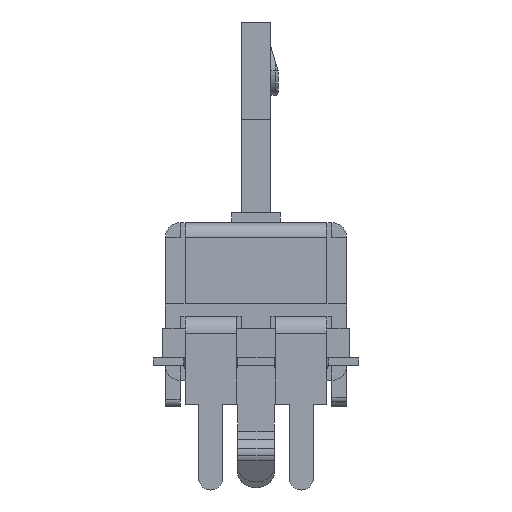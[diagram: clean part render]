
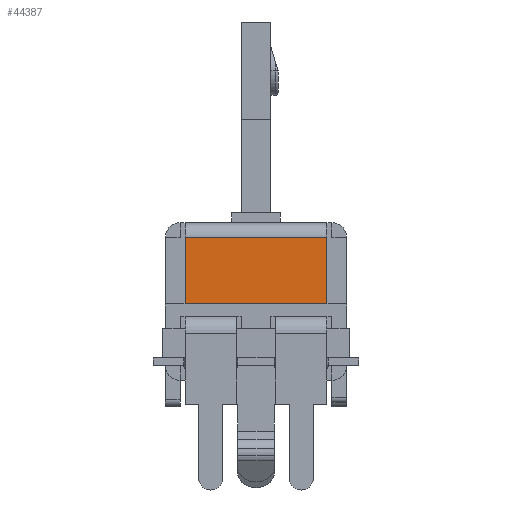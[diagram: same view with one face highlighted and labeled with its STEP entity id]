
A CAD part, left-side view. The second image highlights one B-rep face of the part: STEP entity #44387.
In plain terms, the highlighted planar face has unit normal (-1, 0, 0).
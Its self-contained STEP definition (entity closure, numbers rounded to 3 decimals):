
#23371 = PLANE('',#23372);
#23372 = AXIS2_PLACEMENT_3D('',#23373,#23374,#23375);
#23373 = CARTESIAN_POINT('',(-58.,-3.1,4.1));
#23374 = DIRECTION('',(0.,0.,1.));
#23375 = DIRECTION('',(0.,-1.,0.));
#23399 = PLANE('',#23400);
#23400 = AXIS2_PLACEMENT_3D('',#23401,#23402,#23403);
#23401 = CARTESIAN_POINT('',(-50.588,2.9,7.42));
#23402 = DIRECTION('',(0.,1.,0.));
#23403 = DIRECTION('',(0.,0.,1.));
#23706 = PLANE('',#23707);
#23707 = AXIS2_PLACEMENT_3D('',#23708,#23709,#23710);
#23708 = CARTESIAN_POINT('',(-50.588,-2.9,4.1));
#23709 = DIRECTION('',(0.,-1.,0.));
#23710 = DIRECTION('',(0.,0.,-1.));
#25064 = VERTEX_POINT('',#25065);
#25065 = CARTESIAN_POINT('',(-64.,-2.9,4.1));
#25086 = EDGE_CURVE('',#25087,#25064,#25089,.T.);
#25087 = VERTEX_POINT('',#25088);
#25088 = CARTESIAN_POINT('',(-64.,2.9,4.1));
#25089 = SURFACE_CURVE('',#25090,(#25094,#25101),.PCURVE_S1.);
#25090 = LINE('',#25091,#25092);
#25091 = CARTESIAN_POINT('',(-64.,2.9,4.1));
#25092 = VECTOR('',#25093,1.);
#25093 = DIRECTION('',(0.,-1.,0.));
#25094 = PCURVE('',#23371,#25095);
#25095 = DEFINITIONAL_REPRESENTATION('',(#25096),#25100);
#25096 = LINE('',#25097,#25098);
#25097 = CARTESIAN_POINT('',(-6.,-6.));
#25098 = VECTOR('',#25099,1.);
#25099 = DIRECTION('',(1.,0.));
#25100 = ( GEOMETRIC_REPRESENTATION_CONTEXT(2) 
PARAMETRIC_REPRESENTATION_CONTEXT() REPRESENTATION_CONTEXT('2D SPACE',''
  ) );
#25101 = PCURVE('',#25102,#25107);
#25102 = PLANE('',#25103);
#25103 = AXIS2_PLACEMENT_3D('',#25104,#25105,#25106);
#25104 = CARTESIAN_POINT('',(-64.,2.9,4.1));
#25105 = DIRECTION('',(-1.,0.,0.));
#25106 = DIRECTION('',(0.,0.,-1.));
#25107 = DEFINITIONAL_REPRESENTATION('',(#25108),#25112);
#25108 = LINE('',#25109,#25110);
#25109 = CARTESIAN_POINT('',(0.,0.));
#25110 = VECTOR('',#25111,1.);
#25111 = DIRECTION('',(0.,1.));
#25112 = ( GEOMETRIC_REPRESENTATION_CONTEXT(2) 
PARAMETRIC_REPRESENTATION_CONTEXT() REPRESENTATION_CONTEXT('2D SPACE',''
  ) );
#37262 = VERTEX_POINT('',#37263);
#37263 = CARTESIAN_POINT('',(-64.,-2.9,6.82));
#37271 = CYLINDRICAL_SURFACE('',#37272,0.6);
#37272 = AXIS2_PLACEMENT_3D('',#37273,#37274,#37275);
#37273 = CARTESIAN_POINT('',(-63.4,-133.965,6.82));
#37274 = DIRECTION('',(0.,1.,0.));
#37275 = DIRECTION('',(0.,0.,1.));
#37360 = VERTEX_POINT('',#37361);
#37361 = CARTESIAN_POINT('',(-64.,2.9,6.82));
#37409 = EDGE_CURVE('',#37360,#37262,#37410,.T.);
#37410 = SURFACE_CURVE('',#37411,(#37415,#37444),.PCURVE_S1.);
#37411 = LINE('',#37412,#37413);
#37412 = CARTESIAN_POINT('',(-64.,-3.1,6.82));
#37413 = VECTOR('',#37414,1.);
#37414 = DIRECTION('',(0.,-1.,0.));
#37415 = PCURVE('',#37271,#37416);
#37416 = DEFINITIONAL_REPRESENTATION('',(#37417),#37443);
#37417 = B_SPLINE_CURVE_WITH_KNOTS('',3,(#37418,#37419,#37420,#37421,
    #37422,#37423,#37424,#37425,#37426,#37427,#37428,#37429,#37430,
    #37431,#37432,#37433,#37434,#37435,#37436,#37437,#37438,#37439,
    #37440,#37441,#37442),.UNSPECIFIED.,.F.,.F.,(4,1,1,1,1,1,1,1,1,1,1,1
    ,1,1,1,1,1,1,1,1,1,1,4),(-6.,-5.736,-5.473,
    -5.209,-4.945,-4.682,-4.418,
    -4.155,-3.891,-3.627,-3.364,-3.1
    ,-2.836,-2.573,-2.309,-2.045,
    -1.782,-1.518,-1.255,-0.991,
    -0.727,-0.464,-0.2),.UNSPECIFIED.);
#37418 = CARTESIAN_POINT('',(4.712,136.865));
#37419 = CARTESIAN_POINT('',(4.712,136.777));
#37420 = CARTESIAN_POINT('',(4.712,136.601));
#37421 = CARTESIAN_POINT('',(4.712,136.338));
#37422 = CARTESIAN_POINT('',(4.712,136.074));
#37423 = CARTESIAN_POINT('',(4.712,135.811));
#37424 = CARTESIAN_POINT('',(4.712,135.547));
#37425 = CARTESIAN_POINT('',(4.712,135.283));
#37426 = CARTESIAN_POINT('',(4.712,135.02));
#37427 = CARTESIAN_POINT('',(4.712,134.756));
#37428 = CARTESIAN_POINT('',(4.712,134.492));
#37429 = CARTESIAN_POINT('',(4.712,134.229));
#37430 = CARTESIAN_POINT('',(4.712,133.965));
#37431 = CARTESIAN_POINT('',(4.712,133.701));
#37432 = CARTESIAN_POINT('',(4.712,133.438));
#37433 = CARTESIAN_POINT('',(4.712,133.174));
#37434 = CARTESIAN_POINT('',(4.712,132.911));
#37435 = CARTESIAN_POINT('',(4.712,132.647));
#37436 = CARTESIAN_POINT('',(4.712,132.383));
#37437 = CARTESIAN_POINT('',(4.712,132.12));
#37438 = CARTESIAN_POINT('',(4.712,131.856));
#37439 = CARTESIAN_POINT('',(4.712,131.592));
#37440 = CARTESIAN_POINT('',(4.712,131.329));
#37441 = CARTESIAN_POINT('',(4.712,131.153));
#37442 = CARTESIAN_POINT('',(4.712,131.065));
#37443 = ( GEOMETRIC_REPRESENTATION_CONTEXT(2) 
PARAMETRIC_REPRESENTATION_CONTEXT() REPRESENTATION_CONTEXT('2D SPACE',''
  ) );
#37444 = PCURVE('',#25102,#37445);
#37445 = DEFINITIONAL_REPRESENTATION('',(#37446),#37450);
#37446 = LINE('',#37447,#37448);
#37447 = CARTESIAN_POINT('',(-2.72,6.));
#37448 = VECTOR('',#37449,1.);
#37449 = DIRECTION('',(0.,1.));
#37450 = ( GEOMETRIC_REPRESENTATION_CONTEXT(2) 
PARAMETRIC_REPRESENTATION_CONTEXT() REPRESENTATION_CONTEXT('2D SPACE',''
  ) );
#44365 = EDGE_CURVE('',#25087,#37360,#44366,.T.);
#44366 = SURFACE_CURVE('',#44367,(#44371,#44378),.PCURVE_S1.);
#44367 = LINE('',#44368,#44369);
#44368 = CARTESIAN_POINT('',(-64.,2.9,7.42));
#44369 = VECTOR('',#44370,1.);
#44370 = DIRECTION('',(0.,0.,1.));
#44371 = PCURVE('',#23399,#44372);
#44372 = DEFINITIONAL_REPRESENTATION('',(#44373),#44377);
#44373 = LINE('',#44374,#44375);
#44374 = CARTESIAN_POINT('',(0.,-13.412));
#44375 = VECTOR('',#44376,1.);
#44376 = DIRECTION('',(1.,0.));
#44377 = ( GEOMETRIC_REPRESENTATION_CONTEXT(2) 
PARAMETRIC_REPRESENTATION_CONTEXT() REPRESENTATION_CONTEXT('2D SPACE',''
  ) );
#44378 = PCURVE('',#25102,#44379);
#44379 = DEFINITIONAL_REPRESENTATION('',(#44380),#44384);
#44380 = LINE('',#44381,#44382);
#44381 = CARTESIAN_POINT('',(-3.32,0.));
#44382 = VECTOR('',#44383,1.);
#44383 = DIRECTION('',(-1.,0.));
#44384 = ( GEOMETRIC_REPRESENTATION_CONTEXT(2) 
PARAMETRIC_REPRESENTATION_CONTEXT() REPRESENTATION_CONTEXT('2D SPACE',''
  ) );
#44387 = ADVANCED_FACE('',(#44388),#25102,.T.);
#44388 = FACE_BOUND('',#44389,.T.);
#44389 = EDGE_LOOP('',(#44390,#44391,#44392,#44393));
#44390 = ORIENTED_EDGE('',*,*,#37409,.F.);
#44391 = ORIENTED_EDGE('',*,*,#44365,.F.);
#44392 = ORIENTED_EDGE('',*,*,#25086,.T.);
#44393 = ORIENTED_EDGE('',*,*,#44394,.T.);
#44394 = EDGE_CURVE('',#25064,#37262,#44395,.T.);
#44395 = SURFACE_CURVE('',#44396,(#44400,#44407),.PCURVE_S1.);
#44396 = LINE('',#44397,#44398);
#44397 = CARTESIAN_POINT('',(-64.,-2.9,4.1));
#44398 = VECTOR('',#44399,1.);
#44399 = DIRECTION('',(0.,0.,1.));
#44400 = PCURVE('',#25102,#44401);
#44401 = DEFINITIONAL_REPRESENTATION('',(#44402),#44406);
#44402 = LINE('',#44403,#44404);
#44403 = CARTESIAN_POINT('',(0.,5.8));
#44404 = VECTOR('',#44405,1.);
#44405 = DIRECTION('',(-1.,0.));
#44406 = ( GEOMETRIC_REPRESENTATION_CONTEXT(2) 
PARAMETRIC_REPRESENTATION_CONTEXT() REPRESENTATION_CONTEXT('2D SPACE',''
  ) );
#44407 = PCURVE('',#23706,#44408);
#44408 = DEFINITIONAL_REPRESENTATION('',(#44409),#44413);
#44409 = LINE('',#44410,#44411);
#44410 = CARTESIAN_POINT('',(0.,-13.412));
#44411 = VECTOR('',#44412,1.);
#44412 = DIRECTION('',(-1.,0.));
#44413 = ( GEOMETRIC_REPRESENTATION_CONTEXT(2) 
PARAMETRIC_REPRESENTATION_CONTEXT() REPRESENTATION_CONTEXT('2D SPACE',''
  ) );
